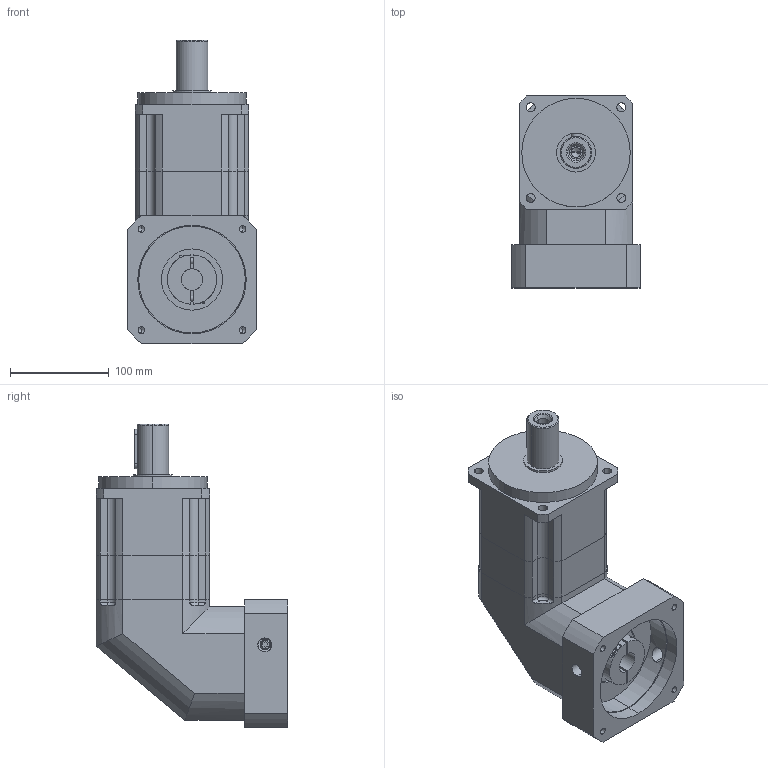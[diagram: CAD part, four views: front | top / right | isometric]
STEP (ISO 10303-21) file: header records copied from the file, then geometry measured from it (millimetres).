
FILE_DESCRIPTION (( 'STEP AP203' ), '1' );
FILE_NAME ('GPBR115-L2-(22-110-145-M8).STEP', '2022-05-26T03:54:47', ( '微软用户' ), ( '微软中国' ), 'SwSTEP 2.0', 'SolidWorks 2018', '' );
FILE_SCHEMA (( 'CONFIG_CONTROL_DESIGN' ));
Length unit declared in the file: millimetre
Products named in the file (1): GPBR115-L2-(22-110-145-M8)
Bounding box: 130 x 194.5 x 307.5 mm (x, y, z)
Volume: 3401228.1 mm3; surface area: 287012.1 mm2
Topology: 7 solids, 7 shells, 262 faces, 661 edges, 423 vertices
Faces by surface type: cylinder 126, plane 112, cone 14, torus 10
Entity records: 8434 total; most frequent: CARTESIAN_POINT 1912, DIRECTION 1401, ORIENTED_EDGE 1302, EDGE_CURVE 651, AXIS2_PLACEMENT_3D 518, VERTEX_POINT 423, LINE 365, VECTOR 365
